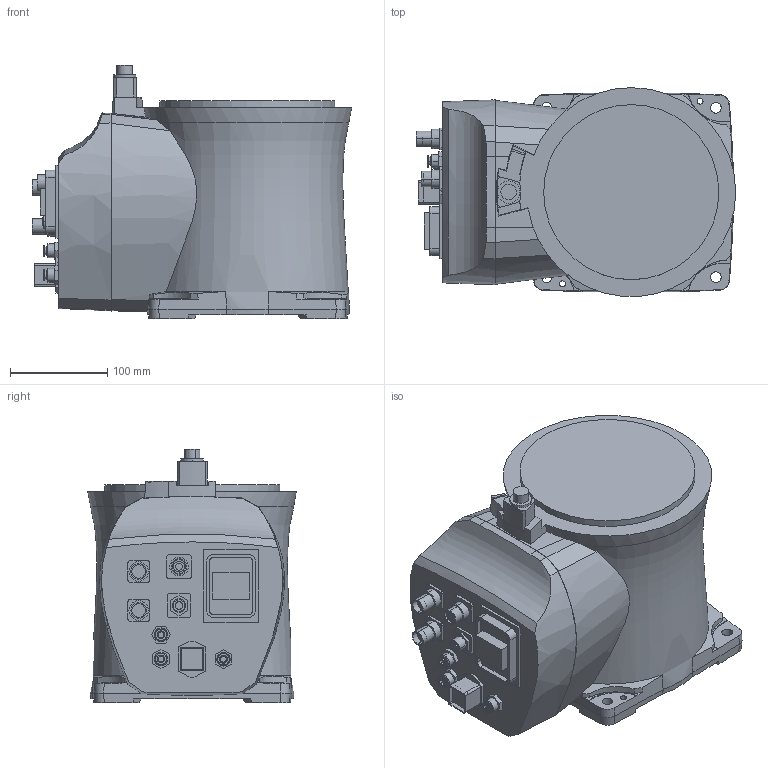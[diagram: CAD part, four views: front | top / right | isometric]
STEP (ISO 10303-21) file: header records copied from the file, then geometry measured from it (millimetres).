
FILE_DESCRIPTION((''),'2;1');
FILE_NAME('ROHEDF080BJU_3','2016-05-25T',('pbenz'),(''),'CREO PARAMETRIC BY PTC INC, 2014500','CREO PARAMETRIC BY PTC INC, 2014500','');
FILE_SCHEMA(('CONFIG_CONTROL_DESIGN'));
Length unit declared in the file: millimetre
Products named in the file (1): ROHEDF080BJU_3
Bounding box: 328.38 x 214.44 x 260.8 mm (x, y, z)
Volume: 10511076.9 mm3; surface area: 322284.7 mm2
Topology: 1 solids, 1 shells, 362 faces, 935 edges, 623 vertices
Faces by surface type: plane 188, cylinder 127, cone 29, bspline 9, extrusion 4, sphere 3, revolution 2
Entity records: 11955 total; most frequent: CARTESIAN_POINT 3080, ORIENTED_EDGE 1870, DIRECTION 1780, EDGE_CURVE 935, AXIS2_PLACEMENT_3D 667, VERTEX_POINT 623, VECTOR 444, LINE 440
